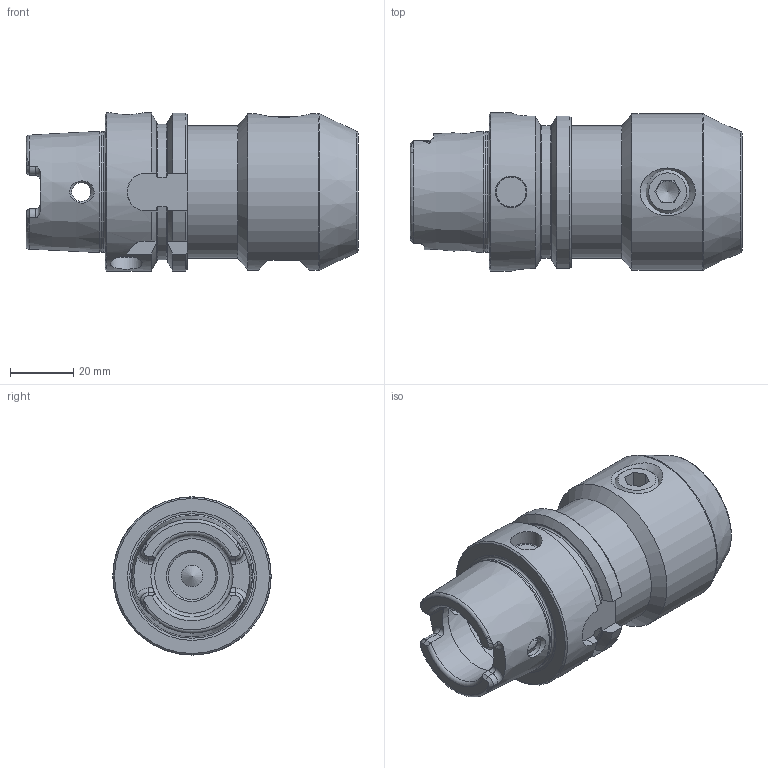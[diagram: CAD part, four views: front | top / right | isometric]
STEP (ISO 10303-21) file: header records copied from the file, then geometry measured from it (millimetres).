
FILE_DESCRIPTION( ( 'Unknown' ), '1' );
FILE_NAME( '255031850.stp', 'Unknown', ( 'Unknown' ), ( 'Unknown' ), 'PSStep 15.0.49', 'Unknown', ' ' );
FILE_SCHEMA( ( 'AUTOMOTIVE_DESIGN { 1 0 10303 214 1 1 1 1 }' ) );
Length unit declared in the file: millimetre
Products named in the file (3): 1; 2; 3
Bounding box: 105 x 50 x 50 mm (x, y, z)
Volume: 137503.7 mm3; surface area: 31344.4 mm2
Topology: 3 solids, 3 shells, 161 faces, 420 edges, 264 vertices
Faces by surface type: plane 65, cylinder 39, cone 34, torus 23
Full cylindrical faces by diameter (mm): 6 x2, 6.8 x1, 10 x2, 11.835 x1, 14 x1, 14.917 x1, 17 x1, 18 x2, 18.5 x2, 26 x2, 32 x1, 38.009 x1, 42 x1, 49.5 x1, 50 x1
Entity records: 6807 total; most frequent: CARTESIAN_POINT 1971, DIRECTION 710, ORIENTED_EDGE 682, EDGE_CURVE 341, AXIS2_PLACEMENT_3D 293, VERTEX_POINT 243, EDGE_LOOP 223, FACE_OUTER_BOUND 192
